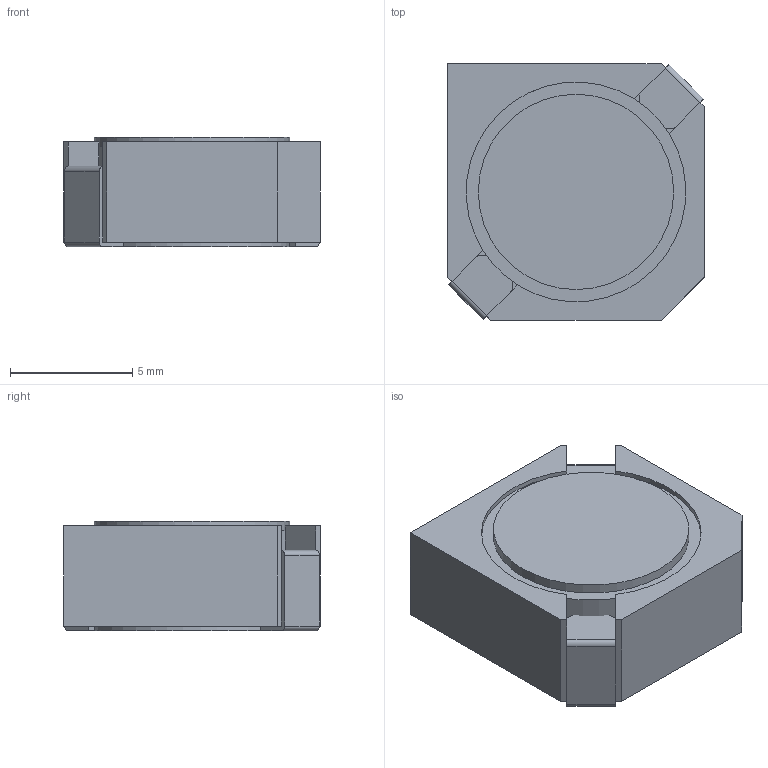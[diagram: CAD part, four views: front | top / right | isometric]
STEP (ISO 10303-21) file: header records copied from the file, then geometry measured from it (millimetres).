
FILE_DESCRIPTION(/* description */ (''),/* implementation_level */ '2;1');
FILE_NAME(/* name */ 'IND_PANASONIC_ELLATV.stp',/* time_stamp */ '2015-06-09T10:46:27+02:00',/* author */ ('admchouv'),/* organization */ (''),/* preprocessor_version */ 'ST-DEVELOPER v15.5',/* originating_system */ 'AutoCAD Mechanical',/* authorisation */ '');
FILE_SCHEMA (('AUTOMOTIVE_DESIGN { 1 0 10303 214 3 1 1 }'));
Length unit declared in the file: millimetre
Products named in the file (1): Product
Bounding box: 10.5 x 10.5 x 4.5 mm (x, y, z)
Volume: 444.4 mm3; surface area: 566.4 mm2
Topology: 4 solids, 4 shells, 56 faces, 136 edges, 91 vertices
Faces by surface type: plane 45, cylinder 11
Full cylindrical faces by diameter (mm): 8 x2, 9 x1
Entity records: 1643 total; most frequent: CARTESIAN_POINT 278, DIRECTION 267, ORIENTED_EDGE 262, EDGE_CURVE 131, LINE 109, VECTOR 109, VERTEX_POINT 88, AXIS2_PLACEMENT_3D 79
